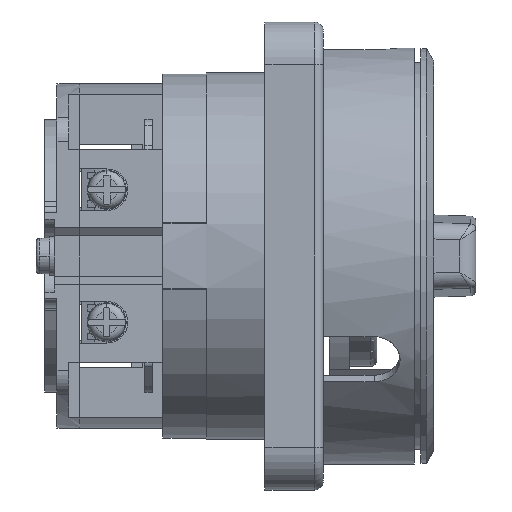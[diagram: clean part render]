
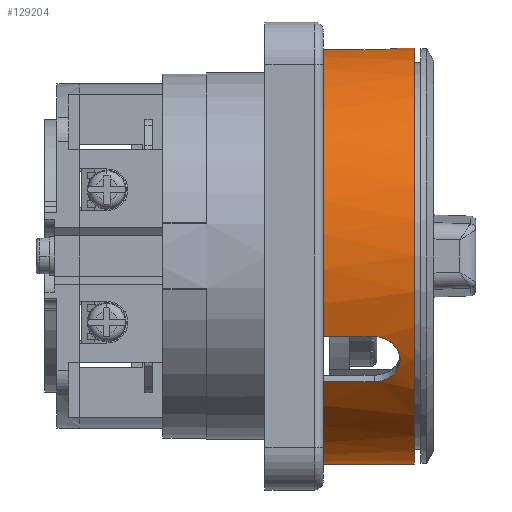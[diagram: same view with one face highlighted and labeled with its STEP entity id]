
A CAD part, left-side view. The second image highlights one B-rep face of the part: STEP entity #129204.
In plain terms, the highlighted cylindrical face has radius 32 mm (diameter 64 mm), a partial arc.
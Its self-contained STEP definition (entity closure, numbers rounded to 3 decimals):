
#125720=CARTESIAN_POINT('',(-6.774,-42.343,
10.417));
#125721=DIRECTION('',(0.,-1.,0.));
#125722=DIRECTION('',(0.,0.,1.));
#125723=AXIS2_PLACEMENT_3D('',#125720,#125721,#125722);
#125744=DIRECTION('',(0.,-1.,0.));
#125745=VECTOR('',#125744,2.2);
#125746=CARTESIAN_POINT('',(-6.774,-40.143,
42.417));
#125747=LINE('',#125746,#125745);
#125772=DIRECTION('',(0.,-1.,0.));
#125773=VECTOR('',#125772,14.);
#125774=CARTESIAN_POINT('',(-6.774,-28.343,
-21.583));
#125775=LINE('',#125774,#125773);
#125779=DIRECTION('',(0.,1.,0.));
#125780=VECTOR('',#125779,7.8);
#125781=CARTESIAN_POINT('',(-32.27,-36.143,
-8.922));
#125782=LINE('',#125781,#125780);
#125786=DIRECTION('',(0.,-1.,0.));
#125787=VECTOR('',#125786,7.8);
#125788=CARTESIAN_POINT('',(-36.27,-28.343,
-1.994));
#125789=LINE('',#125788,#125787);
#125793=DIRECTION('',(0.,1.,0.));
#125794=VECTOR('',#125793,7.8);
#125795=CARTESIAN_POINT('',(-10.774,-36.143,
42.166));
#125796=LINE('',#125795,#125794);
#125808=CARTESIAN_POINT('',(-6.774,-28.343,
10.417));
#125809=DIRECTION('',(0.,1.,0.));
#125810=DIRECTION('',(0.,0.,-1.));
#125811=AXIS2_PLACEMENT_3D('',#125808,#125809,#125810);
#125856=CARTESIAN_POINT('',(-6.774,-28.343,
10.417));
#125857=DIRECTION('',(0.,1.,0.));
#125858=DIRECTION('',(-0.922,0.,-0.388));
#125859=AXIS2_PLACEMENT_3D('',#125856,#125857,#125858);
#126644=CARTESIAN_POINT('',(-10.774,-36.143,
42.166));
#126645=CARTESIAN_POINT('',(-10.774,-36.44,
42.166));
#126646=CARTESIAN_POINT('',(-10.708,-37.035,
42.174));
#126647=CARTESIAN_POINT('',(-10.411,-37.887,
42.21));
#126648=CARTESIAN_POINT('',(-9.932,-38.654,
42.262));
#126649=CARTESIAN_POINT('',(-9.289,-39.298,
42.32));
#126650=CARTESIAN_POINT('',(-8.523,-39.778,
42.372));
#126651=CARTESIAN_POINT('',(-7.665,-40.077,
42.408));
#126652=CARTESIAN_POINT('',(-7.071,-40.143,
42.417));
#126653=CARTESIAN_POINT('',(-6.774,-40.143,
42.417));
#127733=CARTESIAN_POINT('',(-32.27,-36.143,
-8.922));
#127734=CARTESIAN_POINT('',(-32.27,-36.44,
-8.922));
#127735=CARTESIAN_POINT('',(-32.31,-37.034,
-8.868));
#127736=CARTESIAN_POINT('',(-32.487,-37.879,
-8.633));
#127737=CARTESIAN_POINT('',(-32.774,-38.653,
-8.241));
#127738=CARTESIAN_POINT('',(-33.139,-39.286,
-7.724));
#127739=CARTESIAN_POINT('',(-33.568,-39.773,
-7.084));
#127740=CARTESIAN_POINT('',(-34.024,-40.072,
-6.368));
#127741=CARTESIAN_POINT('',(-34.486,-40.177,
-5.594));
#127742=CARTESIAN_POINT('',(-34.921,-40.079,
-4.815));
#127743=CARTESIAN_POINT('',(-35.319,-39.782,
-4.054));
#127744=CARTESIAN_POINT('',(-35.658,-39.303,
-3.364));
#127745=CARTESIAN_POINT('',(-35.928,-38.666,
-2.78));
#127746=CARTESIAN_POINT('',(-36.126,-37.894,
-2.332));
#127747=CARTESIAN_POINT('',(-36.244,-37.033,
-2.055));
#127748=CARTESIAN_POINT('',(-36.27,-36.438,
-1.994));
#127749=CARTESIAN_POINT('',(-36.27,-36.143,
-1.994));
#128719=CARTESIAN_POINT('',(-6.774,-28.343,
-21.583));
#128720=CARTESIAN_POINT('',(-6.774,-42.343,
-21.583));
#128721=VERTEX_POINT('',#128719);
#128722=VERTEX_POINT('',#128720);
#128761=CARTESIAN_POINT('',(-6.774,-42.343,
42.417));
#128762=VERTEX_POINT('',#128761);
#128768=VERTEX_POINT('',#126644);
#128769=VERTEX_POINT('',#126653);
#128774=CARTESIAN_POINT('',(-10.774,-28.343,
42.166));
#128775=VERTEX_POINT('',#128774);
#128776=CARTESIAN_POINT('',(-32.27,-36.143,
-8.922));
#128777=CARTESIAN_POINT('',(-32.27,-28.343,
-8.922));
#128778=VERTEX_POINT('',#128776);
#128779=VERTEX_POINT('',#128777);
#128822=CARTESIAN_POINT('',(-36.27,-28.343,
-1.994));
#128823=VERTEX_POINT('',#128822);
#128824=CARTESIAN_POINT('',(-36.27,-36.143,
-1.994));
#128825=VERTEX_POINT('',#128824);
#129180=CARTESIAN_POINT('',(-6.774,-42.343,
10.417));
#129181=DIRECTION('',(0.,1.,0.));
#129182=DIRECTION('',(0.,0.,1.));
#129183=AXIS2_PLACEMENT_3D('',#129180,#129181,#129182);
#129184=CYLINDRICAL_SURFACE('',#129183,32.);
#129185=ORIENTED_EDGE('',*,*,#129168,.F.);
#129187=ORIENTED_EDGE('',*,*,#129186,.T.);
#129189=ORIENTED_EDGE('',*,*,#129188,.F.);
#129191=ORIENTED_EDGE('',*,*,#129190,.T.);
#129193=ORIENTED_EDGE('',*,*,#129192,.F.);
#129195=ORIENTED_EDGE('',*,*,#129194,.T.);
#129197=ORIENTED_EDGE('',*,*,#129196,.F.);
#129199=ORIENTED_EDGE('',*,*,#129198,.T.);
#129200=ORIENTED_EDGE('',*,*,#129152,.T.);
#129201=ORIENTED_EDGE('',*,*,#129128,.T.);
#129202=EDGE_LOOP('',(#129185,#129187,#129189,#129191,#129193,#129195,#129197,
#129199,#129200,#129201));
#129203=FACE_OUTER_BOUND('',#129202,.F.);
#125724=CIRCLE('',#125723,32.);
#125812=CIRCLE('',#125811,32.);
#125860=CIRCLE('',#125859,32.);
#126654=B_SPLINE_CURVE_WITH_KNOTS('',3,(#126644,#126645,#126646,#126647,#126648,
#126649,#126650,#126651,#126652,#126653),.UNSPECIFIED.,.F.,.F.,(4,1,1,1,1,1,1,
4),(0.,0.143,0.286,0.429,
0.571,0.714,0.857,1.),.UNSPECIFIED.);
#127750=B_SPLINE_CURVE_WITH_KNOTS('',3,(#127733,#127734,#127735,#127736,#127737,
#127738,#127739,#127740,#127741,#127742,#127743,#127744,#127745,#127746,#127747,
#127748,#127749),.UNSPECIFIED.,.F.,.F.,(4,1,1,1,1,1,1,1,1,1,1,1,1,1,4),(0.,
0.071,0.143,0.214,0.286,
0.357,0.429,0.5,0.571,0.643,
0.714,0.786,0.857,0.929,1.),
.UNSPECIFIED.);
#129128=EDGE_CURVE('',#128762,#128722,#125724,.T.);
#129152=EDGE_CURVE('',#128769,#128762,#125747,.T.);
#129168=EDGE_CURVE('',#128721,#128722,#125775,.T.);
#129186=EDGE_CURVE('',#128721,#128779,#125812,.T.);
#129188=EDGE_CURVE('',#128778,#128779,#125782,.T.);
#129190=EDGE_CURVE('',#128778,#128825,#127750,.T.);
#129192=EDGE_CURVE('',#128823,#128825,#125789,.T.);
#129194=EDGE_CURVE('',#128823,#128775,#125860,.T.);
#129196=EDGE_CURVE('',#128768,#128775,#125796,.T.);
#129198=EDGE_CURVE('',#128768,#128769,#126654,.T.);
#129204=ADVANCED_FACE('',(#129203),#129184,.T.);
